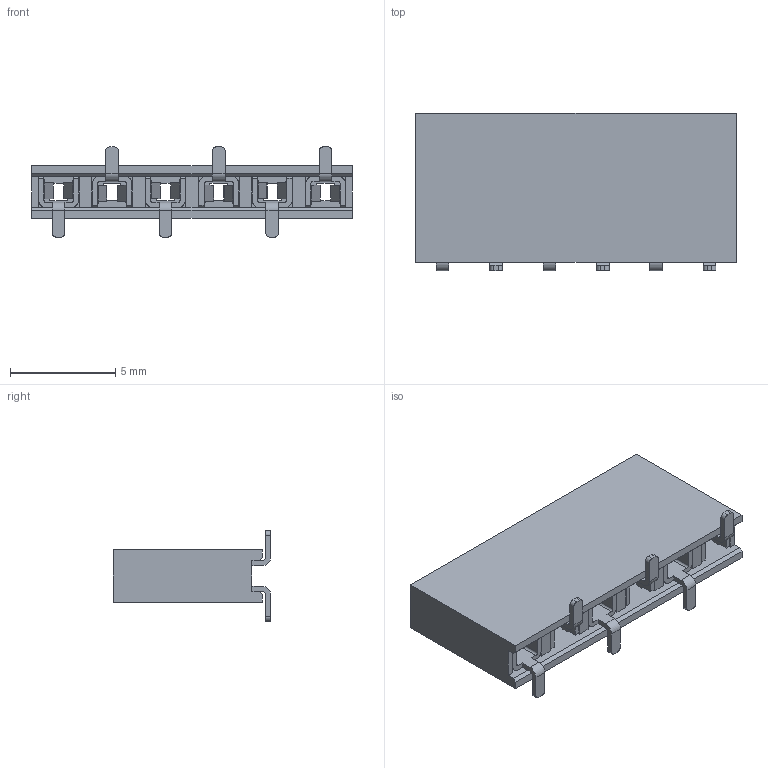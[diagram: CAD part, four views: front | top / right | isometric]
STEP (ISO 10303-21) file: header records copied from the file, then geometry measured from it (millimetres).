
FILE_DESCRIPTION (( 'STEP AP203' ), '1' );
FILE_NAME ('_ _ _C061KFXC-RC.STEP', '2016-08-15T09:05:37', ( 'LUANN HERRING' ), ( 'SULLINS' ), 'SwSTEP 2.0', 'SolidWorks 2015', '' );
FILE_SCHEMA (( 'CONFIG_CONTROL_DESIGN' ));
Length unit declared in the file: inch
Products named in the file (2): _ _ _C061KFXC-RC
Bounding box: 15.24 x 7.5 x 4.3 mm (x, y, z)
Volume: 182.1 mm3; surface area: 838.1 mm2
Topology: 7 solids, 7 shells, 618 faces, 1692 edges, 1088 vertices
Faces by surface type: plane 354, cylinder 216, bspline 48
Entity records: 21061 total; most frequent: CARTESIAN_POINT 5224, ORIENTED_EDGE 3384, DIRECTION 3148, EDGE_CURVE 1692, LINE 1188, VECTOR 1188, VERTEX_POINT 1088, AXIS2_PLACEMENT_3D 980
